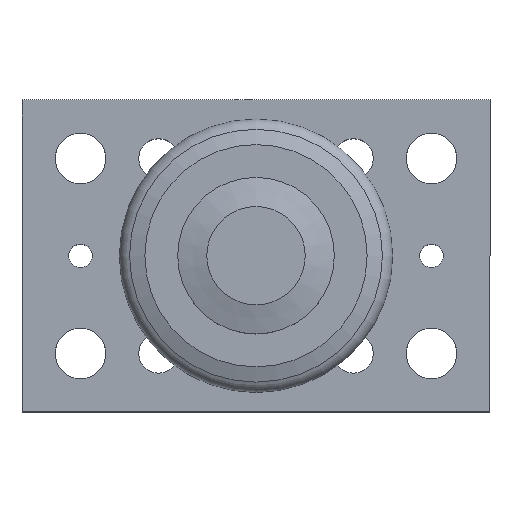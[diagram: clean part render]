
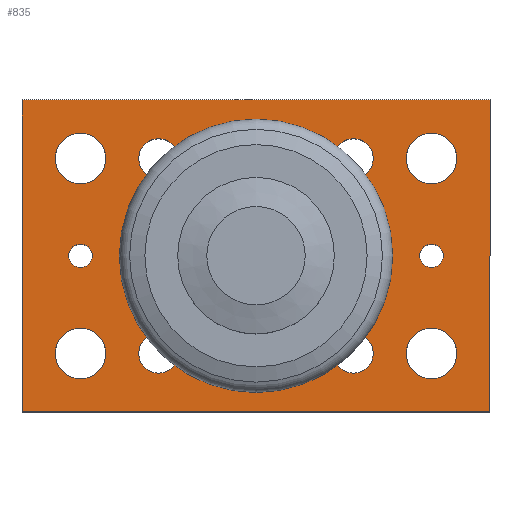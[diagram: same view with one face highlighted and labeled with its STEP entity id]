
A CAD part, top view. The second image highlights one B-rep face of the part: STEP entity #835.
In plain terms, the highlighted planar face has unit normal (0, 0, 1).
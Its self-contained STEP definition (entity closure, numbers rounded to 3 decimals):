
#121=CARTESIAN_POINT('',(60.,67.,15.));
#122=VERTEX_POINT('',#121);
#123=CARTESIAN_POINT('',(60.,40.0,15.0));
#124=DIRECTION('',(0.0,0.0,-1.0));
#125=DIRECTION('',(0.0,1.0,0.0));
#126=AXIS2_PLACEMENT_3D('',#123,#124,#125);
#127=CIRCLE('',#126,27.);
#128=EDGE_CURVE('',#122,#122,#127,.T.);
#358=CARTESIAN_POINT('',(40.053,15.0,15.0));
#359=VERTEX_POINT('',#358);
#360=CARTESIAN_POINT('',(35.,15.0,15.0));
#361=DIRECTION('',(0.0,0.0,-1.0));
#362=DIRECTION('',(1.0,0.0,0.0));
#363=AXIS2_PLACEMENT_3D('',#360,#361,#362);
#364=CIRCLE('',#363,5.053);
#365=EDGE_CURVE('',#359,#359,#364,.T.);
#386=CARTESIAN_POINT('',(90.053,15.0,15.0));
#387=VERTEX_POINT('',#386);
#388=CARTESIAN_POINT('',(85.,15.0,15.0));
#389=DIRECTION('',(0.0,0.0,-1.0));
#390=DIRECTION('',(1.0,0.0,0.0));
#391=AXIS2_PLACEMENT_3D('',#388,#389,#390);
#392=CIRCLE('',#391,5.053);
#393=EDGE_CURVE('',#387,#387,#392,.T.);
#414=CARTESIAN_POINT('',(90.053,65.0,15.0));
#415=VERTEX_POINT('',#414);
#416=CARTESIAN_POINT('',(85.,65.0,15.0));
#417=DIRECTION('',(0.0,0.0,-1.0));
#418=DIRECTION('',(1.0,0.0,0.0));
#419=AXIS2_PLACEMENT_3D('',#416,#417,#418);
#420=CIRCLE('',#419,5.053);
#421=EDGE_CURVE('',#415,#415,#420,.T.);
#442=CARTESIAN_POINT('',(40.053,65.0,15.0));
#443=VERTEX_POINT('',#442);
#444=CARTESIAN_POINT('',(35.,65.0,15.0));
#445=DIRECTION('',(0.0,0.0,-1.0));
#446=DIRECTION('',(1.0,0.0,0.0));
#447=AXIS2_PLACEMENT_3D('',#444,#445,#446);
#448=CIRCLE('',#447,5.053);
#449=EDGE_CURVE('',#443,#443,#448,.T.);
#470=CARTESIAN_POINT('',(111.5,65.0,15.0));
#471=VERTEX_POINT('',#470);
#472=CARTESIAN_POINT('',(105.0,65.0,15.0));
#473=DIRECTION('',(0.0,0.0,-1.0));
#474=DIRECTION('',(-1.0,0.0,0.0));
#475=AXIS2_PLACEMENT_3D('',#472,#473,#474);
#476=CIRCLE('',#475,6.5);
#477=EDGE_CURVE('',#471,#471,#476,.T.);
#498=CARTESIAN_POINT('',(21.5,15.0,15.0));
#499=VERTEX_POINT('',#498);
#500=CARTESIAN_POINT('',(15.0,15.0,15.0));
#501=DIRECTION('',(0.0,0.0,-1.0));
#502=DIRECTION('',(-1.0,0.0,0.0));
#503=AXIS2_PLACEMENT_3D('',#500,#501,#502);
#504=CIRCLE('',#503,6.5);
#505=EDGE_CURVE('',#499,#499,#504,.T.);
#526=CARTESIAN_POINT('',(21.5,65.0,15.0));
#527=VERTEX_POINT('',#526);
#528=CARTESIAN_POINT('',(15.0,65.0,15.0));
#529=DIRECTION('',(0.0,0.0,-1.0));
#530=DIRECTION('',(-1.0,0.0,0.0));
#531=AXIS2_PLACEMENT_3D('',#528,#529,#530);
#532=CIRCLE('',#531,6.5);
#533=EDGE_CURVE('',#527,#527,#532,.T.);
#554=CARTESIAN_POINT('',(111.5,15.0,15.0));
#555=VERTEX_POINT('',#554);
#556=CARTESIAN_POINT('',(105.0,15.0,15.0));
#557=DIRECTION('',(0.0,0.0,-1.0));
#558=DIRECTION('',(-1.0,0.0,0.0));
#559=AXIS2_PLACEMENT_3D('',#556,#557,#558);
#560=CIRCLE('',#559,6.5);
#561=EDGE_CURVE('',#555,#555,#560,.T.);
#582=CARTESIAN_POINT('',(108.0,40.0,15.0));
#583=VERTEX_POINT('',#582);
#584=CARTESIAN_POINT('',(105.0,40.0,15.0));
#585=DIRECTION('',(0.0,0.0,-1.0));
#586=DIRECTION('',(-1.0,0.0,0.0));
#587=AXIS2_PLACEMENT_3D('',#584,#585,#586);
#588=CIRCLE('',#587,3.);
#589=EDGE_CURVE('',#583,#583,#588,.T.);
#610=CARTESIAN_POINT('',(18.,40.0,15.0));
#611=VERTEX_POINT('',#610);
#612=CARTESIAN_POINT('',(15.0,40.0,15.0));
#613=DIRECTION('',(0.0,0.0,-1.0));
#614=DIRECTION('',(-1.0,0.0,0.0));
#615=AXIS2_PLACEMENT_3D('',#612,#613,#614);
#616=CIRCLE('',#615,3.);
#617=EDGE_CURVE('',#611,#611,#616,.T.);
#627=CARTESIAN_POINT('',(0.0,0.0,15.0));
#628=VERTEX_POINT('',#627);
#629=CARTESIAN_POINT('',(0.,80.0,15.0));
#630=VERTEX_POINT('',#629);
#631=CARTESIAN_POINT('',(0.0,0.0,15.0));
#632=DIRECTION('',(0.0,1.0,0.0));
#633=VECTOR('',#632,80.0);
#634=LINE('',#631,#633);
#635=EDGE_CURVE('',#628,#630,#634,.T.);
#667=CARTESIAN_POINT('',(120.,80.,15.0));
#668=VERTEX_POINT('',#667);
#669=CARTESIAN_POINT('',(0.,80.0,15.0));
#670=DIRECTION('',(1.0,0.0,0.0));
#671=VECTOR('',#670,120.0);
#672=LINE('',#669,#671);
#673=EDGE_CURVE('',#630,#668,#672,.T.);
#698=CARTESIAN_POINT('',(120.,0.0,15.0));
#699=VERTEX_POINT('',#698);
#700=CARTESIAN_POINT('',(120.,80.,15.0));
#701=DIRECTION('',(0.0,-1.0,0.0));
#702=VECTOR('',#701,80.);
#703=LINE('',#700,#702);
#704=EDGE_CURVE('',#668,#699,#703,.T.);
#729=CARTESIAN_POINT('',(120.,0.0,15.0));
#730=DIRECTION('',(-1.0,0.0,0.0));
#731=VECTOR('',#730,120.);
#732=LINE('',#729,#731);
#733=EDGE_CURVE('',#699,#628,#732,.T.);
#791=CARTESIAN_POINT('',(60.,40.0,15.0));
#792=DIRECTION('',(0.0,0.0,1.0));
#793=DIRECTION('',(1.0,0.0,0.0));
#794=AXIS2_PLACEMENT_3D('',#791,#792,#793);
#795=PLANE('',#794);
#796=ORIENTED_EDGE('',*,*,#635,.F.);
#797=ORIENTED_EDGE('',*,*,#733,.F.);
#798=ORIENTED_EDGE('',*,*,#704,.F.);
#799=ORIENTED_EDGE('',*,*,#673,.F.);
#800=EDGE_LOOP('',(#796,#797,#798,#799));
#801=FACE_OUTER_BOUND('',#800,.T.);
#802=ORIENTED_EDGE('',*,*,#128,.T.);
#803=EDGE_LOOP('',(#802));
#804=FACE_BOUND('',#803,.T.);
#805=ORIENTED_EDGE('',*,*,#365,.T.);
#806=EDGE_LOOP('',(#805));
#807=FACE_BOUND('',#806,.T.);
#808=ORIENTED_EDGE('',*,*,#393,.T.);
#809=EDGE_LOOP('',(#808));
#810=FACE_BOUND('',#809,.T.);
#811=ORIENTED_EDGE('',*,*,#421,.T.);
#812=EDGE_LOOP('',(#811));
#813=FACE_BOUND('',#812,.T.);
#814=ORIENTED_EDGE('',*,*,#449,.T.);
#815=EDGE_LOOP('',(#814));
#816=FACE_BOUND('',#815,.T.);
#817=ORIENTED_EDGE('',*,*,#477,.T.);
#818=EDGE_LOOP('',(#817));
#819=FACE_BOUND('',#818,.T.);
#820=ORIENTED_EDGE('',*,*,#505,.T.);
#821=EDGE_LOOP('',(#820));
#822=FACE_BOUND('',#821,.T.);
#823=ORIENTED_EDGE('',*,*,#533,.T.);
#824=EDGE_LOOP('',(#823));
#825=FACE_BOUND('',#824,.T.);
#826=ORIENTED_EDGE('',*,*,#561,.T.);
#827=EDGE_LOOP('',(#826));
#828=FACE_BOUND('',#827,.T.);
#829=ORIENTED_EDGE('',*,*,#589,.T.);
#830=EDGE_LOOP('',(#829));
#831=FACE_BOUND('',#830,.T.);
#832=ORIENTED_EDGE('',*,*,#617,.T.);
#833=EDGE_LOOP('',(#832));
#834=FACE_BOUND('',#833,.T.);
#835=ADVANCED_FACE('',(#801,#804,#807,#810,#813,#816,#819,#822,#825,#828,#831,#834),#795,.T.);
